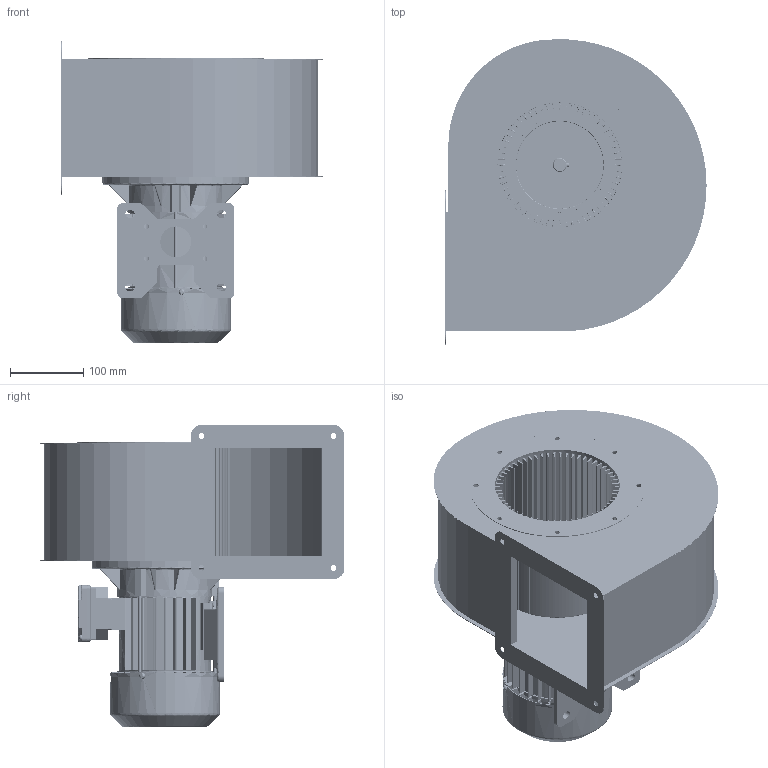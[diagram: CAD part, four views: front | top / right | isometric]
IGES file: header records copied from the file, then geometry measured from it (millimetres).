
Start section: SolidWorks IGES file using analytic representation for surfaces
Global section: file name: Assieme DIC 180.IGS; native system: SolidWorks 2022; preprocessor: SolidWorks 2022; author: girelli; date: 230117.105003; units: millimetre
Bounding box: 356.21 x 416 x 411.8 mm (x, y, z)
Surface area: 1730470.7 mm2 (no closed solid volume)
Topology: 0 solids, 0 shells, 4443 faces, 44565 edges, 44151 vertices
Faces by surface type: bspline 2539, revolution 1904
